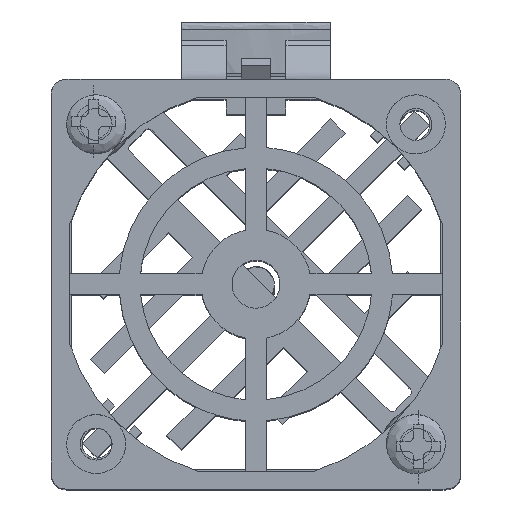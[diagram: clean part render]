
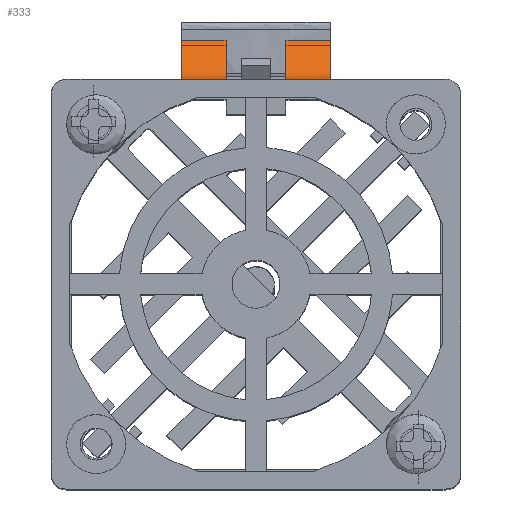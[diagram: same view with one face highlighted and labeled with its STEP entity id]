
A CAD part, top view. The second image highlights one B-rep face of the part: STEP entity #333.
In plain terms, the highlighted free-form (B-spline) face has degree [1, 2] with [2, 9] control points.
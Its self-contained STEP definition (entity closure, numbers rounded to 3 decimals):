
#333=ADVANCED_FACE($,(#898),#7818,.T.);
#898=FACE_OUTER_BOUND($,#1513,.T.);
#1513=EDGE_LOOP($,(#3070,#3071,#3072,#3073,#3074,#3075,#3076,#3077));
#3070=ORIENTED_EDGE($,*,*,#5673,.T.);
#3071=ORIENTED_EDGE($,*,*,#5605,.T.);
#3072=ORIENTED_EDGE($,*,*,#5620,.F.);
#3073=ORIENTED_EDGE($,*,*,#5619,.F.);
#3074=ORIENTED_EDGE($,*,*,#5618,.T.);
#3075=ORIENTED_EDGE($,*,*,#5669,.F.);
#3076=ORIENTED_EDGE($,*,*,#5670,.F.);
#3077=ORIENTED_EDGE($,*,*,#5671,.F.);
#5605=EDGE_CURVE($,#6984,#6983,#9392,.T.);
#5618=EDGE_CURVE($,#6993,#7026,#8489,.T.);
#5619=EDGE_CURVE($,#6993,#6994,#9401,.T.);
#5620=EDGE_CURVE($,#6994,#6983,#8490,.T.);
#5669=EDGE_CURVE($,#7028,#7026,#9422,.T.);
#5670=EDGE_CURVE($,#7029,#7028,#8519,.T.);
#5671=EDGE_CURVE($,#7027,#7029,#9423,.T.);
#5673=EDGE_CURVE($,#7027,#6984,#8521,.T.);
#6983=VERTEX_POINT($,#14918);
#6984=VERTEX_POINT($,#14919);
#6993=VERTEX_POINT($,#14928);
#6994=VERTEX_POINT($,#14929);
#7026=VERTEX_POINT($,#14961);
#7027=VERTEX_POINT($,#14962);
#7028=VERTEX_POINT($,#14963);
#7029=VERTEX_POINT($,#14964);
#7818=(
BOUNDED_SURFACE()
B_SPLINE_SURFACE(1,2,((#14753,#14754,#14755,#14756,#14757,#14758,#14759,
#14760,#14761),(#14762,#14763,#14764,#14765,#14766,#14767,#14768,#14769,
#14770)),.UNSPECIFIED.,.F.,.F.,.F.)
B_SPLINE_SURFACE_WITH_KNOTS((2,2),(3,2,2,2,3),(0.,15.),(-80.641,
-69.883,-69.294,-68.705,-64.912),
.UNSPECIFIED.)
GEOMETRIC_REPRESENTATION_ITEM()
RATIONAL_B_SPLINE_SURFACE(((1.,1.,1.,0.831,1.,0.831,
1.,1.,1.),(1.,1.,1.,0.831,1.,0.831,1.,1.,1.)))
REPRESENTATION_ITEM($)
SURFACE()
);
#8489=B_SPLINE_CURVE_WITH_KNOTS($,1,(#14425,#14426),.UNSPECIFIED.,.F.,.F.,
(2,2),(-15.,-10.5),.UNSPECIFIED.);
#8490=B_SPLINE_CURVE_WITH_KNOTS($,1,(#14436,#14437),.UNSPECIFIED.,.F.,.F.,
(2,2),(-15.,0.),.UNSPECIFIED.);
#8519=B_SPLINE_CURVE_WITH_KNOTS($,3,(#14657,#14658,#14659,#14660),.UNSPECIFIED.,
.F.,.F.,(4,4),(-6.,0.),.UNSPECIFIED.);
#8521=B_SPLINE_CURVE_WITH_KNOTS($,1,(#14676,#14677),.UNSPECIFIED.,.F.,.F.,
(2,2),(-4.5,0.),.UNSPECIFIED.);
#9392=(
BOUNDED_CURVE()
B_SPLINE_CURVE(2,(#14372,#14373,#14374,#14375,#14376,#14377,#14378,#14379,
#14380),.UNSPECIFIED.,.F.,.F.)
B_SPLINE_CURVE_WITH_KNOTS((3,2,2,2,3),(64.912,68.705,
69.294,69.883,80.641),.UNSPECIFIED.)
CURVE()
GEOMETRIC_REPRESENTATION_ITEM()
RATIONAL_B_SPLINE_CURVE((1.,1.,1.,0.831,1.,0.831,1.,
1.,1.))
REPRESENTATION_ITEM($)
);
#9401=(
BOUNDED_CURVE()
B_SPLINE_CURVE(2,(#14427,#14428,#14429,#14430,#14431,#14432,#14433,#14434,
#14435),.UNSPECIFIED.,.F.,.F.)
B_SPLINE_CURVE_WITH_KNOTS((3,2,2,2,3),(64.912,68.705,
69.294,69.883,80.641),.UNSPECIFIED.)
CURVE()
GEOMETRIC_REPRESENTATION_ITEM()
RATIONAL_B_SPLINE_CURVE((1.,1.,1.,0.831,1.,0.831,1.,
1.,1.))
REPRESENTATION_ITEM($)
);
#9422=(
BOUNDED_CURVE()
B_SPLINE_CURVE(3,(#14644,#14645,#14646,#14647,#14648,#14649,#14650,#14651,
#14652,#14653,#14654,#14655,#14656),.UNSPECIFIED.,.F.,.F.)
B_SPLINE_CURVE_WITH_KNOTS((4,3,3,3,4),(0.,7.757,9.289,
10.82,14.613),.UNSPECIFIED.)
CURVE()
GEOMETRIC_REPRESENTATION_ITEM()
RATIONAL_B_SPLINE_CURVE((1.,1.,1.,1.,0.888,0.888,1.,
0.888,0.888,1.,1.,1.,1.))
REPRESENTATION_ITEM($)
);
#9423=(
BOUNDED_CURVE()
B_SPLINE_CURVE(3,(#14661,#14662,#14663,#14664,#14665,#14666,#14667,#14668,
#14669,#14670,#14671,#14672,#14673),.UNSPECIFIED.,.F.,.F.)
B_SPLINE_CURVE_WITH_KNOTS((4,3,3,3,4),(0.,3.793,5.324,
6.855,14.613),.UNSPECIFIED.)
CURVE()
GEOMETRIC_REPRESENTATION_ITEM()
RATIONAL_B_SPLINE_CURVE((1.,1.,1.,1.,0.888,0.888,1.,
0.888,0.888,1.,1.,1.,1.))
REPRESENTATION_ITEM($)
);
#14372=CARTESIAN_POINT($,(79.7,47.318,121.474));
#14373=CARTESIAN_POINT($,(79.7,45.866,122.693));
#14374=CARTESIAN_POINT($,(79.7,44.413,123.912));
#14375=CARTESIAN_POINT($,(79.7,43.748,124.471));
#14376=CARTESIAN_POINT($,(79.7,42.977,124.07));
#14377=CARTESIAN_POINT($,(79.7,42.207,123.669));
#14378=CARTESIAN_POINT($,(79.7,42.282,122.803));
#14379=CARTESIAN_POINT($,(79.7,42.751,117.445));
#14380=CARTESIAN_POINT($,(79.7,43.22,112.086));
#14425=CARTESIAN_POINT($,(94.7,47.318,121.474));
#14426=CARTESIAN_POINT($,(90.2,47.318,121.474));
#14427=CARTESIAN_POINT($,(94.7,47.318,121.474));
#14428=CARTESIAN_POINT($,(94.7,45.866,122.693));
#14429=CARTESIAN_POINT($,(94.7,44.413,123.912));
#14430=CARTESIAN_POINT($,(94.7,43.748,124.471));
#14431=CARTESIAN_POINT($,(94.7,42.977,124.07));
#14432=CARTESIAN_POINT($,(94.7,42.207,123.669));
#14433=CARTESIAN_POINT($,(94.7,42.282,122.803));
#14434=CARTESIAN_POINT($,(94.7,42.751,117.445));
#14435=CARTESIAN_POINT($,(94.7,43.22,112.086));
#14436=CARTESIAN_POINT($,(94.7,43.22,112.086));
#14437=CARTESIAN_POINT($,(79.7,43.22,112.086));
#14644=CARTESIAN_POINT($,(90.2,42.958,115.075));
#14645=CARTESIAN_POINT($,(90.2,42.733,117.651));
#14646=CARTESIAN_POINT($,(90.2,42.508,120.227));
#14647=CARTESIAN_POINT($,(90.2,42.282,122.803));
#14648=CARTESIAN_POINT($,(90.2,42.235,123.344));
#14649=CARTESIAN_POINT($,(90.2,42.496,123.819));
#14650=CARTESIAN_POINT($,(90.2,42.977,124.07));
#14651=CARTESIAN_POINT($,(90.2,43.458,124.32));
#14652=CARTESIAN_POINT($,(90.2,43.997,124.261));
#14653=CARTESIAN_POINT($,(90.2,44.413,123.912));
#14654=CARTESIAN_POINT($,(90.2,45.381,123.1));
#14655=CARTESIAN_POINT($,(90.2,46.35,122.287));
#14656=CARTESIAN_POINT($,(90.2,47.318,121.474));
#14657=CARTESIAN_POINT($,(84.2,42.958,115.075));
#14658=CARTESIAN_POINT($,(86.2,42.958,115.075));
#14659=CARTESIAN_POINT($,(88.2,42.958,115.075));
#14660=CARTESIAN_POINT($,(90.2,42.958,115.075));
#14661=CARTESIAN_POINT($,(84.2,47.318,121.474));
#14662=CARTESIAN_POINT($,(84.2,46.35,122.287));
#14663=CARTESIAN_POINT($,(84.2,45.381,123.1));
#14664=CARTESIAN_POINT($,(84.2,44.413,123.912));
#14665=CARTESIAN_POINT($,(84.2,43.997,124.261));
#14666=CARTESIAN_POINT($,(84.2,43.458,124.32));
#14667=CARTESIAN_POINT($,(84.2,42.977,124.07));
#14668=CARTESIAN_POINT($,(84.2,42.496,123.819));
#14669=CARTESIAN_POINT($,(84.2,42.235,123.344));
#14670=CARTESIAN_POINT($,(84.2,42.282,122.803));
#14671=CARTESIAN_POINT($,(84.2,42.508,120.227));
#14672=CARTESIAN_POINT($,(84.2,42.733,117.651));
#14673=CARTESIAN_POINT($,(84.2,42.958,115.075));
#14676=CARTESIAN_POINT($,(84.2,47.318,121.474));
#14677=CARTESIAN_POINT($,(79.7,47.318,121.474));
#14753=CARTESIAN_POINT($,(79.7,43.22,112.086));
#14754=CARTESIAN_POINT($,(79.7,42.751,117.445));
#14755=CARTESIAN_POINT($,(79.7,42.282,122.803));
#14756=CARTESIAN_POINT($,(79.7,42.207,123.669));
#14757=CARTESIAN_POINT($,(79.7,42.977,124.07));
#14758=CARTESIAN_POINT($,(79.7,43.748,124.471));
#14759=CARTESIAN_POINT($,(79.7,44.413,123.912));
#14760=CARTESIAN_POINT($,(79.7,45.866,122.693));
#14761=CARTESIAN_POINT($,(79.7,47.318,121.474));
#14762=CARTESIAN_POINT($,(94.7,43.22,112.086));
#14763=CARTESIAN_POINT($,(94.7,42.751,117.445));
#14764=CARTESIAN_POINT($,(94.7,42.282,122.803));
#14765=CARTESIAN_POINT($,(94.7,42.207,123.669));
#14766=CARTESIAN_POINT($,(94.7,42.977,124.07));
#14767=CARTESIAN_POINT($,(94.7,43.748,124.471));
#14768=CARTESIAN_POINT($,(94.7,44.413,123.912));
#14769=CARTESIAN_POINT($,(94.7,45.866,122.693));
#14770=CARTESIAN_POINT($,(94.7,47.318,121.474));
#14918=CARTESIAN_POINT($,(79.7,43.22,112.086));
#14919=CARTESIAN_POINT($,(79.7,47.318,121.474));
#14928=CARTESIAN_POINT($,(94.7,47.318,121.474));
#14929=CARTESIAN_POINT($,(94.7,43.22,112.086));
#14961=CARTESIAN_POINT($,(90.2,47.318,121.474));
#14962=CARTESIAN_POINT($,(84.2,47.318,121.474));
#14963=CARTESIAN_POINT($,(90.2,42.958,115.075));
#14964=CARTESIAN_POINT($,(84.2,42.958,115.075));
